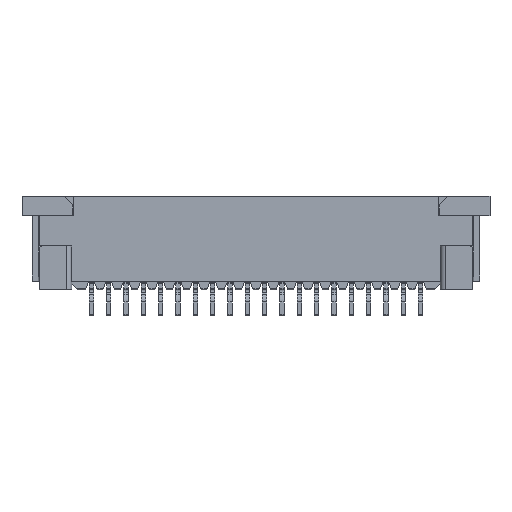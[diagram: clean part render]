
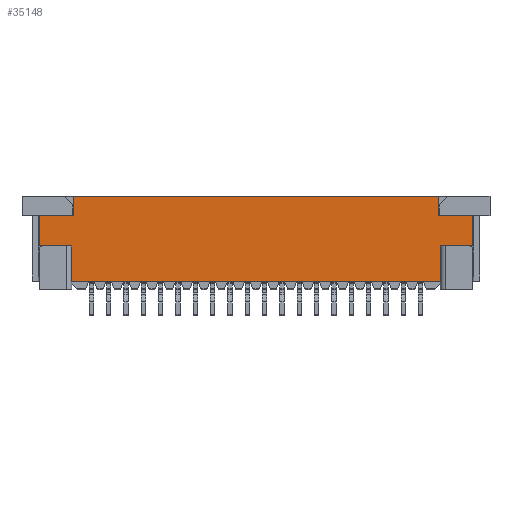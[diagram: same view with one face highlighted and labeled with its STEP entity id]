
A CAD part, front view. The second image highlights one B-rep face of the part: STEP entity #35148.
In plain terms, the highlighted face is planar.
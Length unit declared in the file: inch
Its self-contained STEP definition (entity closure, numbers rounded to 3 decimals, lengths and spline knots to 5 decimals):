
#10633=ORIENTED_EDGE('',*,*,#16142,.F.);
#10634=ORIENTED_EDGE('',*,*,#16612,.F.);
#10635=ORIENTED_EDGE('',*,*,#16953,.T.);
#10636=ORIENTED_EDGE('',*,*,#16608,.F.);
#10637=ORIENTED_EDGE('',*,*,#16054,.F.);
#10638=ORIENTED_EDGE('',*,*,#16954,.T.);
#10639=ORIENTED_EDGE('',*,*,#16955,.F.);
#10640=ORIENTED_EDGE('',*,*,#16956,.F.);
#10641=ORIENTED_EDGE('',*,*,#16957,.F.);
#10642=ORIENTED_EDGE('',*,*,#16958,.T.);
#10643=ORIENTED_EDGE('',*,*,#16959,.F.);
#10644=ORIENTED_EDGE('',*,*,#16960,.F.);
#16054=EDGE_CURVE('',#19956,#19957,#23606,.T.);
#16142=EDGE_CURVE('',#20044,#20045,#23694,.T.);
#16608=EDGE_CURVE('',#19957,#20427,#24160,.T.);
#16612=EDGE_CURVE('',#20428,#20044,#24164,.T.);
#16953=EDGE_CURVE('',#20428,#20427,#24505,.T.);
#16954=EDGE_CURVE('',#19956,#20605,#24506,.T.);
#16955=EDGE_CURVE('',#20606,#20605,#24507,.T.);
#16956=EDGE_CURVE('',#20607,#20606,#24508,.T.);
#16957=EDGE_CURVE('',#20608,#20607,#24509,.T.);
#16958=EDGE_CURVE('',#20608,#20609,#24510,.T.);
#16959=EDGE_CURVE('',#20610,#20609,#24511,.T.);
#16960=EDGE_CURVE('',#20045,#20610,#24512,.T.);
#19956=VERTEX_POINT('',#55957);
#19957=VERTEX_POINT('',#55959);
#20044=VERTEX_POINT('',#56133);
#20045=VERTEX_POINT('',#56135);
#20427=VERTEX_POINT('',#57048);
#20428=VERTEX_POINT('',#57053);
#20605=VERTEX_POINT('',#57679);
#20606=VERTEX_POINT('',#57681);
#20607=VERTEX_POINT('',#57683);
#20608=VERTEX_POINT('',#57685);
#20609=VERTEX_POINT('',#57687);
#20610=VERTEX_POINT('',#57689);
#23606=LINE('',#55958,#27758);
#23694=LINE('',#56134,#27846);
#24160=LINE('',#57047,#28312);
#24164=LINE('',#57054,#28316);
#24505=LINE('',#57677,#28657);
#24506=LINE('',#57678,#28658);
#24507=LINE('',#57680,#28659);
#24508=LINE('',#57682,#28660);
#24509=LINE('',#57684,#28661);
#24510=LINE('',#57686,#28662);
#24511=LINE('',#57688,#28663);
#24512=LINE('',#57690,#28664);
#27758=VECTOR('',#45922,39.37008);
#27846=VECTOR('',#46010,39.37008);
#28312=VECTOR('',#46606,39.37008);
#28316=VECTOR('',#46612,39.37008);
#28657=VECTOR('',#47165,39.37008);
#28658=VECTOR('',#47166,39.37008);
#28659=VECTOR('',#47167,39.37008);
#28660=VECTOR('',#47168,39.37008);
#28661=VECTOR('',#47169,39.37008);
#28662=VECTOR('',#47170,39.37008);
#28663=VECTOR('',#47171,39.37008);
#28664=VECTOR('',#47172,39.37008);
#30475=EDGE_LOOP('',(#10633,#10634,#10635,#10636,#10637,#10638,#10639,#10640,
#10641,#10642,#10643,#10644));
#32201=FACE_BOUND('',#30475,.T.);
#33426=PLANE('',#38008);
#35148=ADVANCED_FACE('',(#32201),#33426,.F.);
#38008=AXIS2_PLACEMENT_3D('',#57676,#47163,#47164);
#45922=DIRECTION('',(1.,0.,0.));
#46010=DIRECTION('',(1.,0.,0.));
#46606=DIRECTION('',(0.,-1.,0.));
#46612=DIRECTION('',(0.,1.,0.));
#47163=DIRECTION('',(0.,0.,1.));
#47164=DIRECTION('',(1.,0.,0.));
#47165=DIRECTION('',(-1.,0.,0.));
#47166=DIRECTION('',(0.,1.,0.));
#47167=DIRECTION('',(-1.,0.,0.));
#47168=DIRECTION('',(0.,-1.,0.));
#47169=DIRECTION('',(-1.,0.,0.));
#47170=DIRECTION('',(0.,-1.,0.));
#47171=DIRECTION('',(-1.,0.,0.));
#47172=DIRECTION('',(0.,1.,0.));
#55957=CARTESIAN_POINT('',(-0.4922,0.044,-0.059));
#55958=CARTESIAN_POINT('',(0.4922,0.044,-0.059));
#55959=CARTESIAN_POINT('',(-0.41457,0.044,-0.059));
#56133=CARTESIAN_POINT('',(0.41457,0.044,-0.059));
#56134=CARTESIAN_POINT('',(0.4922,0.044,-0.059));
#56135=CARTESIAN_POINT('',(0.4922,0.044,-0.059));
#57047=CARTESIAN_POINT('',(-0.41457,0.,-0.059));
#57048=CARTESIAN_POINT('',(-0.41457,0.,-0.059));
#57053=CARTESIAN_POINT('',(0.41457,0.,-0.059));
#57054=CARTESIAN_POINT('',(0.41457,0.,-0.059));
#57676=CARTESIAN_POINT('',(0.4922,0.,-0.059));
#57677=CARTESIAN_POINT('',(0.4922,0.,-0.059));
#57678=CARTESIAN_POINT('',(-0.4922,0.,-0.059));
#57679=CARTESIAN_POINT('',(-0.4922,0.11327,-0.059));
#57680=CARTESIAN_POINT('',(-0.4187,0.11327,-0.059));
#57681=CARTESIAN_POINT('',(-0.4187,0.11327,-0.059));
#57682=CARTESIAN_POINT('',(-0.4187,0.32227,-0.059));
#57683=CARTESIAN_POINT('',(-0.4187,0.19332,-0.059));
#57684=CARTESIAN_POINT('',(0.4922,0.19332,-0.059));
#57685=CARTESIAN_POINT('',(0.4187,0.19332,-0.059));
#57686=CARTESIAN_POINT('',(0.4187,0.32227,-0.059));
#57687=CARTESIAN_POINT('',(0.4187,0.11327,-0.059));
#57688=CARTESIAN_POINT('',(0.5087,0.11327,-0.059));
#57689=CARTESIAN_POINT('',(0.4922,0.11327,-0.059));
#57690=CARTESIAN_POINT('',(0.4922,0.,-0.059));
